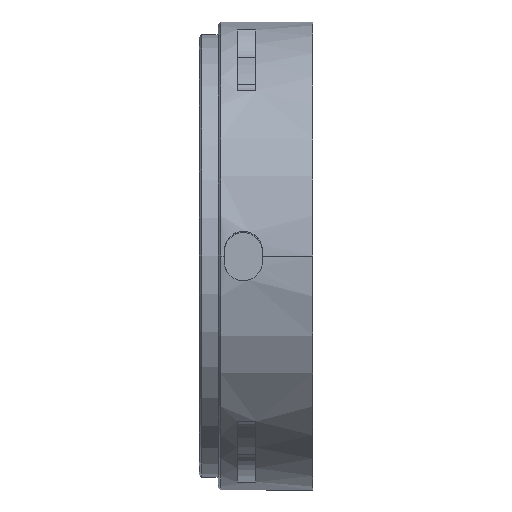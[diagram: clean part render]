
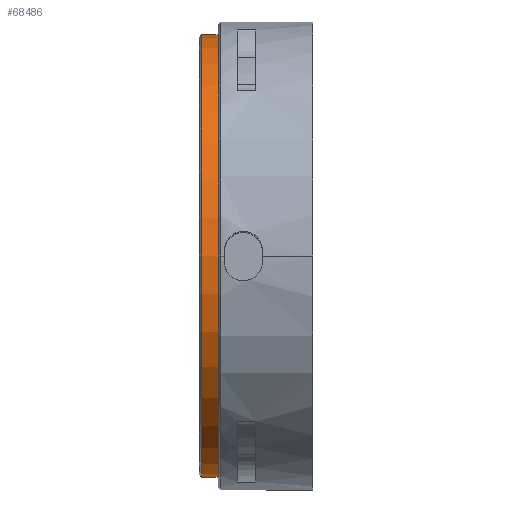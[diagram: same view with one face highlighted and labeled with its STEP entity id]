
A CAD part, left-side view. The second image highlights one B-rep face of the part: STEP entity #68486.
In plain terms, the highlighted cylindrical face has radius 17.5 mm (diameter 35 mm), a partial arc.
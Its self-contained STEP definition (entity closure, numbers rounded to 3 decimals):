
#1478 = DIRECTION ( 'NONE',  ( 0., -1., 0. ) ) ;
#2590 = CIRCLE ( 'NONE', #13970, 17.5 ) ;
#10597 = VERTEX_POINT ( 'NONE', #55104 ) ;
#10857 = DIRECTION ( 'NONE',  ( 0., 1., 0. ) ) ;
#12274 = LINE ( 'NONE', #45790, #49399 ) ;
#13181 = VERTEX_POINT ( 'NONE', #38523 ) ;
#13970 = AXIS2_PLACEMENT_3D ( 'NONE', #35575, #47167, #37098 ) ;
#17285 = AXIS2_PLACEMENT_3D ( 'NONE', #48017, #1478, #19143 ) ;
#19143 = DIRECTION ( 'NONE',  ( 0., 0., -1. ) ) ;
#19232 = ORIENTED_EDGE ( 'NONE', *, *, #73969, .T. ) ;
#20522 = ORIENTED_EDGE ( 'NONE', *, *, #23451, .T. ) ;
#21805 = VERTEX_POINT ( 'NONE', #67305 ) ;
#22290 = DIRECTION ( 'NONE',  ( 0., -1., 0. ) ) ;
#23451 = EDGE_CURVE ( 'NONE', #13181, #36589, #12274, .T. ) ;
#35575 = CARTESIAN_POINT ( 'NONE',  ( 0., -0.2, 0. ) ) ;
#36589 = VERTEX_POINT ( 'NONE', #74218 ) ;
#36839 = CYLINDRICAL_SURFACE ( 'NONE', #17285, 17.5 ) ;
#37098 = DIRECTION ( 'NONE',  ( 0., 0., 1. ) ) ;
#38523 = CARTESIAN_POINT ( 'NONE',  ( 0., -0.2, -17.5 ) ) ;
#39866 = ORIENTED_EDGE ( 'NONE', *, *, #66767, .F. ) ;
#41141 = LINE ( 'NONE', #71092, #63769 ) ;
#41308 = AXIS2_PLACEMENT_3D ( 'NONE', #74855, #10857, #58277 ) ;
#45790 = CARTESIAN_POINT ( 'NONE',  ( 0., 0., -17.5 ) ) ;
#47167 = DIRECTION ( 'NONE',  ( 0., -1., 0. ) ) ;
#48017 = CARTESIAN_POINT ( 'NONE',  ( 0., 0., 0. ) ) ;
#48787 = CIRCLE ( 'NONE', #41308, 17.5 ) ;
#49399 = VECTOR ( 'NONE', #22290, 1000. ) ;
#53926 = DIRECTION ( 'NONE',  ( 0., -1., 0. ) ) ;
#55087 = ORIENTED_EDGE ( 'NONE', *, *, #56708, .T. ) ;
#55104 = CARTESIAN_POINT ( 'NONE',  ( 0., -1.5, 17.5 ) ) ;
#56708 = EDGE_CURVE ( 'NONE', #36589, #10597, #48787, .T. ) ;
#58277 = DIRECTION ( 'NONE',  ( 0., 0., 1. ) ) ;
#61254 = FACE_OUTER_BOUND ( 'NONE', #62003, .T. ) ;
#62003 = EDGE_LOOP ( 'NONE', ( #39866, #19232, #20522, #55087 ) ) ;
#63769 = VECTOR ( 'NONE', #53926, 1000. ) ;
#66767 = EDGE_CURVE ( 'NONE', #21805, #10597, #41141, .T. ) ;
#67305 = CARTESIAN_POINT ( 'NONE',  ( 0., -0.2, 17.5 ) ) ;
#68486 = ADVANCED_FACE ( 'NONE', ( #61254 ), #36839, .T. ) ;
#71092 = CARTESIAN_POINT ( 'NONE',  ( 0., 0., 17.5 ) ) ;
#73969 = EDGE_CURVE ( 'NONE', #21805, #13181, #2590, .T. ) ;
#74218 = CARTESIAN_POINT ( 'NONE',  ( 0., -1.5, -17.5 ) ) ;
#74855 = CARTESIAN_POINT ( 'NONE',  ( 0., -1.5, 0. ) ) ;
